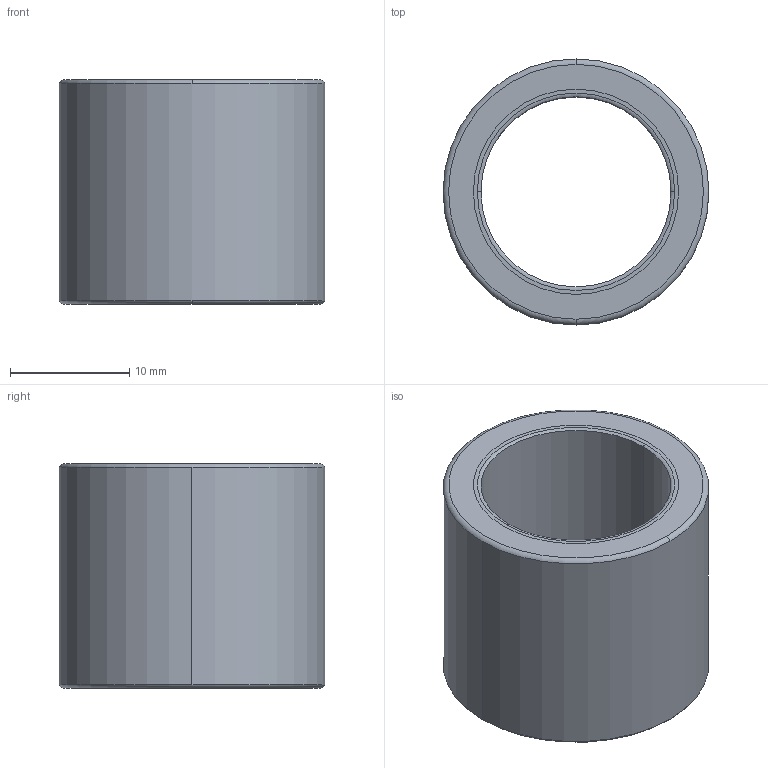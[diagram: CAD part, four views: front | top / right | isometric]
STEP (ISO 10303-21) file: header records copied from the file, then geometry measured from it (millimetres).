
FILE_DESCRIPTION (( 'STEP AP214' ), '1' );
FILE_NAME ('SleeveBearing_2827ABE035.step', '2023-02-20T14:07:25', ( '' ), ( '' ), 'SwSTEP 2.0', 'SolidWorks 2019', '' );
FILE_SCHEMA (( 'AUTOMOTIVE_DESIGN' ));
Length unit declared in the file: inch
Products named in the file (3): SleeveBearing_2827ABE035; t8ZEYXgaVO_CADModel_0
Assembly tree (1 placements, depth 2):
  SleeveBearing_2827ABE035
    t8ZEYXgaVO_CADModel_0
  t8ZEYXgaVO_CADModel_0
Bounding box: 22.26 x 22.26 x 18.8 mm (x, y, z)
Volume: 3566.6 mm3; surface area: 4633.5 mm2
Topology: 2 solids, 2 shells, 20 faces, 44 edges, 28 vertices
Faces by surface type: cylinder 8, torus 8, plane 4
Entity records: 940 total; most frequent: DIRECTION 130, CARTESIAN_POINT 97, ORIENTED_EDGE 88, AXIS2_PLACEMENT_3D 61, EDGE_CURVE 44, CIRCLE 36, VERTEX_POINT 28, LENGTH_MEASURE_WITH_UNIT 25
